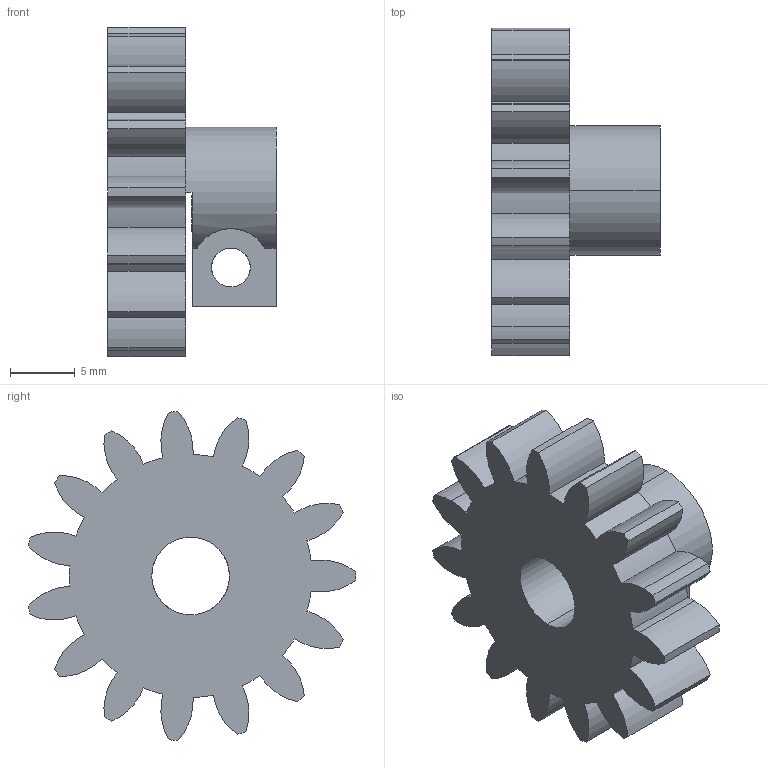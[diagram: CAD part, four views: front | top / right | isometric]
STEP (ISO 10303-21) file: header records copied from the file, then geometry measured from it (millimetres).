
FILE_DESCRIPTION (( 'STEP AP214' ), '1' );
FILE_NAME ('output_spur_gear_am.STEP', '2021-05-31T22:45:01', ( '' ), ( '' ), 'SwSTEP 2.0', 'SolidWorks 2021', '' );
FILE_SCHEMA (( 'AUTOMOTIVE_DESIGN' ));
Length unit declared in the file: millimetre
Products named in the file (1): output_spur_gear_am
Bounding box: 13 x 25.29 x 25.42 mm (x, y, z)
Volume: 2463.2 mm3; surface area: 2197.3 mm2
Topology: 1 solids, 1 shells, 88 faces, 262 edges, 176 vertices
Faces by surface type: cylinder 75, plane 13
Entity records: 3150 total; most frequent: CARTESIAN_POINT 594, DIRECTION 586, ORIENTED_EDGE 524, EDGE_CURVE 262, AXIS2_PLACEMENT_3D 242, VERTEX_POINT 176, CIRCLE 153, VECTOR 102
